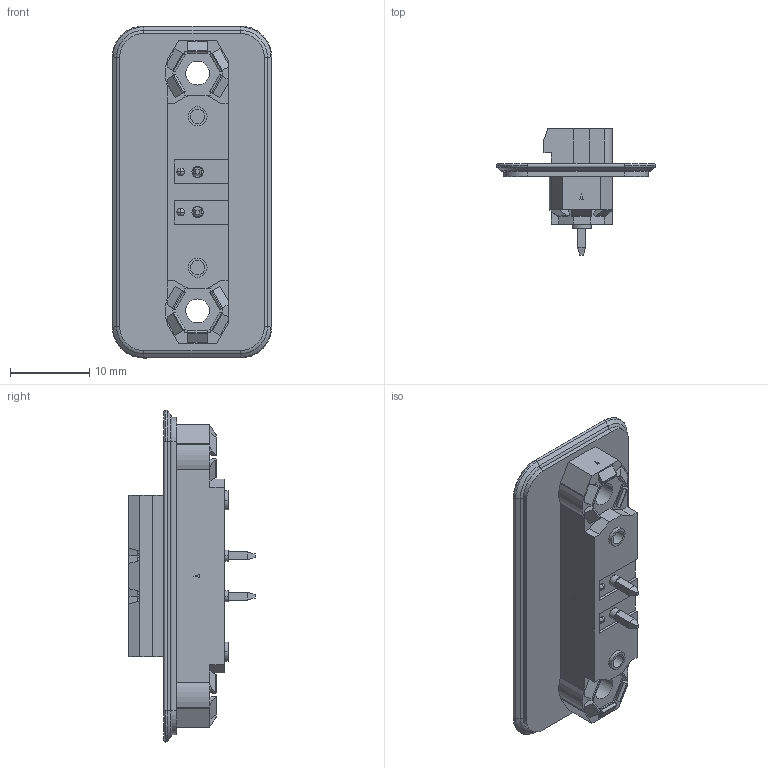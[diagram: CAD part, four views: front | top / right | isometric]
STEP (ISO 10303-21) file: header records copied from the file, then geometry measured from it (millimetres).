
FILE_DESCRIPTION(('STEP AP214'),'1');
FILE_NAME('1899281.stp','2016-07-03T19:56:38',('TraceParts'),('TraceParts S.A.'),'Spatial InterOp 3D',' ',' ');
FILE_SCHEMA(('automotive_design'));
Length unit declared in the file: millimetre
Products named in the file (1): dfk-mstbva_2.5-2-gf-5.08|1#dfk-mstbva_2.5-2-gf-5.08;dfk-mstbva_2.5-2-gf-5.08
Bounding box: 20.07 x 15.9 x 41.79 mm (x, y, z)
Volume: 2575.8 mm3; surface area: 3207 mm2
Topology: 1 solids, 1 shells, 412 faces, 992 edges, 601 vertices
Faces by surface type: plane 287, cylinder 85, torus 20, cone 12, sphere 8
Entity records: 15139 total; most frequent: DIRECTION 2097, CARTESIAN_POINT 2054, ORIENTED_EDGE 1984, EDGE_CURVE 992, LINE 705, VECTOR 705, AXIS2_PLACEMENT_3D 696, VERTEX_POINT 601
